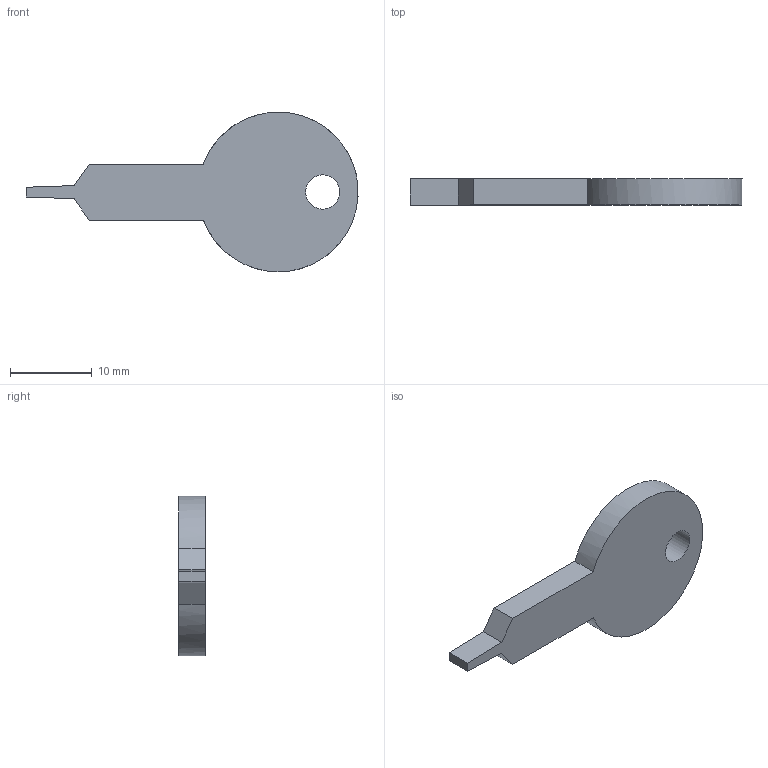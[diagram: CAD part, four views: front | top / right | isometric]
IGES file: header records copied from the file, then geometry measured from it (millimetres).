
Global section: file name: P4516-K; native system: Autodesk Inventor 2018; preprocessor: unknown; author: ashami; date: 20180716.103146; units: millimetre
Bounding box: 40.74 x 3.2 x 19.6 mm (x, y, z)
Volume: 1274.8 mm3; surface area: 1165 mm2
Topology: 1 solids, 1 shells, 11 faces, 27 edges, 18 vertices
Faces by surface type: bspline 11
